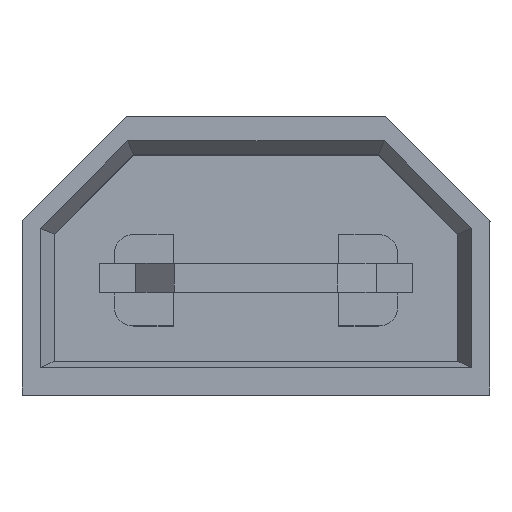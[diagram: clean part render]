
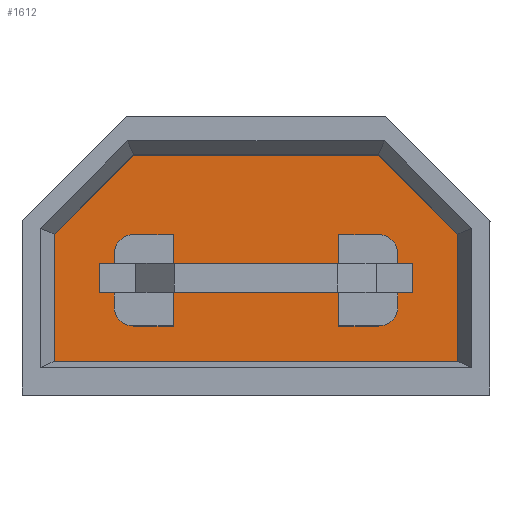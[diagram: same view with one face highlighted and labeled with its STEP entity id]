
A CAD part, top view. The second image highlights one B-rep face of the part: STEP entity #1612.
In plain terms, the highlighted planar face has unit normal (0, 0, 1).
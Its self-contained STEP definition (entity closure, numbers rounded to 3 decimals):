
#17=FACE_BOUND('',#194,.T.);
#106=FACE_OUTER_BOUND('',#193,.T.);
#193=EDGE_LOOP('',(#1150,#1151,#1152,#1153,#1154,#1155));
#194=EDGE_LOOP('',(#1156,#1157,#1158,#1159,#1160,#1161,#1162,#1163,#1164,
#1165,#1166,#1167,#1168,#1169,#1170,#1171,#1172,#1173,#1174,#1175,#1176,
#1177,#1178,#1179));
#258=CIRCLE('',#1713,0.508);
#259=CIRCLE('',#1714,0.508);
#260=CIRCLE('',#1715,0.508);
#261=CIRCLE('',#1716,0.508);
#322=LINE('',#2629,#491);
#325=LINE('',#2635,#494);
#330=LINE('',#2645,#499);
#333=LINE('',#2651,#502);
#340=LINE('',#2664,#509);
#341=LINE('',#2666,#510);
#342=LINE('',#2669,#511);
#343=LINE('',#2671,#512);
#344=LINE('',#2673,#513);
#345=LINE('',#2675,#514);
#346=LINE('',#2677,#515);
#347=LINE('',#2681,#516);
#348=LINE('',#2683,#517);
#349=LINE('',#2685,#518);
#350=LINE('',#2687,#519);
#351=LINE('',#2689,#520);
#352=LINE('',#2693,#521);
#353=LINE('',#2695,#522);
#354=LINE('',#2697,#523);
#355=LINE('',#2699,#524);
#356=LINE('',#2701,#525);
#357=LINE('',#2705,#526);
#358=LINE('',#2707,#527);
#359=LINE('',#2709,#528);
#360=LINE('',#2711,#529);
#361=LINE('',#2713,#530);
#491=VECTOR('',#1907,3.366);
#494=VECTOR('',#1912,2.963);
#499=VECTOR('',#1923,6.477);
#502=VECTOR('',#1928,2.963);
#509=VECTOR('',#1943,10.668);
#510=VECTOR('',#1946,3.366);
#511=VECTOR('',#1947,1.054);
#512=VECTOR('',#1948,0.775);
#513=VECTOR('',#1949,4.369);
#514=VECTOR('',#1950,0.775);
#515=VECTOR('',#1951,1.054);
#516=VECTOR('',#1954,0.267);
#517=VECTOR('',#1955,0.381);
#518=VECTOR('',#1956,0.762);
#519=VECTOR('',#1957,0.381);
#520=VECTOR('',#1958,0.368);
#521=VECTOR('',#1961,1.054);
#522=VECTOR('',#1962,0.876);
#523=VECTOR('',#1963,4.369);
#524=VECTOR('',#1964,0.876);
#525=VECTOR('',#1965,1.054);
#526=VECTOR('',#1968,0.368);
#527=VECTOR('',#1969,0.381);
#528=VECTOR('',#1970,0.762);
#529=VECTOR('',#1971,0.381);
#530=VECTOR('',#1972,0.267);
#667=VERTEX_POINT('',#2626);
#668=VERTEX_POINT('',#2628);
#670=VERTEX_POINT('',#2634);
#672=VERTEX_POINT('',#2644);
#674=VERTEX_POINT('',#2650);
#676=VERTEX_POINT('',#2662);
#677=VERTEX_POINT('',#2667);
#678=VERTEX_POINT('',#2668);
#679=VERTEX_POINT('',#2670);
#680=VERTEX_POINT('',#2672);
#681=VERTEX_POINT('',#2674);
#682=VERTEX_POINT('',#2676);
#683=VERTEX_POINT('',#2678);
#684=VERTEX_POINT('',#2680);
#685=VERTEX_POINT('',#2682);
#686=VERTEX_POINT('',#2684);
#687=VERTEX_POINT('',#2686);
#688=VERTEX_POINT('',#2688);
#689=VERTEX_POINT('',#2690);
#690=VERTEX_POINT('',#2692);
#691=VERTEX_POINT('',#2694);
#692=VERTEX_POINT('',#2696);
#693=VERTEX_POINT('',#2698);
#694=VERTEX_POINT('',#2700);
#695=VERTEX_POINT('',#2702);
#696=VERTEX_POINT('',#2704);
#697=VERTEX_POINT('',#2706);
#698=VERTEX_POINT('',#2708);
#699=VERTEX_POINT('',#2710);
#700=VERTEX_POINT('',#2712);
#835=EDGE_CURVE('',#667,#668,#322,.T.);
#838=EDGE_CURVE('',#668,#670,#325,.T.);
#843=EDGE_CURVE('',#670,#672,#330,.T.);
#846=EDGE_CURVE('',#672,#674,#333,.T.);
#853=EDGE_CURVE('',#676,#667,#340,.T.);
#854=EDGE_CURVE('',#674,#676,#341,.T.);
#855=EDGE_CURVE('',#677,#678,#342,.T.);
#856=EDGE_CURVE('',#679,#677,#343,.T.);
#857=EDGE_CURVE('',#680,#679,#344,.T.);
#858=EDGE_CURVE('',#681,#680,#345,.T.);
#859=EDGE_CURVE('',#682,#681,#346,.T.);
#860=EDGE_CURVE('',#683,#682,#258,.T.);
#861=EDGE_CURVE('',#684,#683,#347,.T.);
#862=EDGE_CURVE('',#685,#684,#348,.T.);
#863=EDGE_CURVE('',#686,#685,#349,.T.);
#864=EDGE_CURVE('',#686,#687,#350,.T.);
#865=EDGE_CURVE('',#688,#687,#351,.T.);
#866=EDGE_CURVE('',#689,#688,#259,.T.);
#867=EDGE_CURVE('',#690,#689,#352,.T.);
#868=EDGE_CURVE('',#691,#690,#353,.T.);
#869=EDGE_CURVE('',#691,#692,#354,.T.);
#870=EDGE_CURVE('',#693,#692,#355,.T.);
#871=EDGE_CURVE('',#694,#693,#356,.T.);
#872=EDGE_CURVE('',#695,#694,#260,.T.);
#873=EDGE_CURVE('',#696,#695,#357,.T.);
#874=EDGE_CURVE('',#696,#697,#358,.T.);
#875=EDGE_CURVE('',#697,#698,#359,.T.);
#876=EDGE_CURVE('',#699,#698,#360,.T.);
#877=EDGE_CURVE('',#700,#699,#361,.T.);
#878=EDGE_CURVE('',#678,#700,#261,.T.);
#1150=ORIENTED_EDGE('',*,*,#853,.F.);
#1151=ORIENTED_EDGE('',*,*,#854,.F.);
#1152=ORIENTED_EDGE('',*,*,#846,.F.);
#1153=ORIENTED_EDGE('',*,*,#843,.F.);
#1154=ORIENTED_EDGE('',*,*,#838,.F.);
#1155=ORIENTED_EDGE('',*,*,#835,.F.);
#1156=ORIENTED_EDGE('',*,*,#855,.F.);
#1157=ORIENTED_EDGE('',*,*,#856,.F.);
#1158=ORIENTED_EDGE('',*,*,#857,.F.);
#1159=ORIENTED_EDGE('',*,*,#858,.F.);
#1160=ORIENTED_EDGE('',*,*,#859,.F.);
#1161=ORIENTED_EDGE('',*,*,#860,.F.);
#1162=ORIENTED_EDGE('',*,*,#861,.F.);
#1163=ORIENTED_EDGE('',*,*,#862,.F.);
#1164=ORIENTED_EDGE('',*,*,#863,.F.);
#1165=ORIENTED_EDGE('',*,*,#864,.T.);
#1166=ORIENTED_EDGE('',*,*,#865,.F.);
#1167=ORIENTED_EDGE('',*,*,#866,.F.);
#1168=ORIENTED_EDGE('',*,*,#867,.F.);
#1169=ORIENTED_EDGE('',*,*,#868,.F.);
#1170=ORIENTED_EDGE('',*,*,#869,.T.);
#1171=ORIENTED_EDGE('',*,*,#870,.F.);
#1172=ORIENTED_EDGE('',*,*,#871,.F.);
#1173=ORIENTED_EDGE('',*,*,#872,.F.);
#1174=ORIENTED_EDGE('',*,*,#873,.F.);
#1175=ORIENTED_EDGE('',*,*,#874,.T.);
#1176=ORIENTED_EDGE('',*,*,#875,.T.);
#1177=ORIENTED_EDGE('',*,*,#876,.F.);
#1178=ORIENTED_EDGE('',*,*,#877,.F.);
#1179=ORIENTED_EDGE('',*,*,#878,.F.);
#1454=PLANE('',#1712);
#1612=ADVANCED_FACE('',(#106,#17),#1454,.F.);
#1712=AXIS2_PLACEMENT_3D('',#2665,#1944,#1945);
#1713=AXIS2_PLACEMENT_3D('',#2679,#1952,#1953);
#1714=AXIS2_PLACEMENT_3D('',#2691,#1959,#1960);
#1715=AXIS2_PLACEMENT_3D('',#2703,#1966,#1967);
#1716=AXIS2_PLACEMENT_3D('',#2714,#1973,#1974);
#1907=DIRECTION('',(0.,1.,0.));
#1912=DIRECTION('',(0.707,0.707,0.));
#1923=DIRECTION('',(1.,0.,0.));
#1928=DIRECTION('',(0.707,-0.707,0.));
#1943=DIRECTION('',(-1.,0.,0.));
#1944=DIRECTION('center_axis',(0.,0.,-1.));
#1945=DIRECTION('ref_axis',(-1.,0.,0.));
#1946=DIRECTION('',(0.,-1.,0.));
#1947=DIRECTION('',(-1.,0.,0.));
#1948=DIRECTION('',(0.,1.,0.));
#1949=DIRECTION('',(-1.,0.,0.));
#1950=DIRECTION('',(0.,-1.,0.));
#1951=DIRECTION('',(-1.,0.,0.));
#1952=DIRECTION('center_axis',(0.,0.,1.));
#1953=DIRECTION('ref_axis',(1.,0.,0.));
#1954=DIRECTION('',(0.,1.,0.));
#1955=DIRECTION('',(-1.,0.,0.));
#1956=DIRECTION('',(0.,1.,0.));
#1957=DIRECTION('',(-1.,0.,0.));
#1958=DIRECTION('',(0.,1.,0.));
#1959=DIRECTION('center_axis',(0.,0.,1.));
#1960=DIRECTION('ref_axis',(0.,-1.,0.));
#1961=DIRECTION('',(1.,0.,0.));
#1962=DIRECTION('',(0.,-1.,0.));
#1963=DIRECTION('',(-1.,0.,0.));
#1964=DIRECTION('',(0.,1.,0.));
#1965=DIRECTION('',(1.,0.,0.));
#1966=DIRECTION('center_axis',(0.,0.,1.));
#1967=DIRECTION('ref_axis',(-1.,0.,0.));
#1968=DIRECTION('',(0.,-1.,0.));
#1969=DIRECTION('',(-1.,0.,0.));
#1970=DIRECTION('',(0.,1.,0.));
#1971=DIRECTION('',(-1.,0.,0.));
#1972=DIRECTION('',(0.,-1.,0.));
#1973=DIRECTION('center_axis',(0.,0.,1.));
#1974=DIRECTION('ref_axis',(0.,1.,0.));
#2626=CARTESIAN_POINT('',(-5.334,0.889,-9.982));
#2628=CARTESIAN_POINT('',(-5.334,4.255,-9.982));
#2629=CARTESIAN_POINT('',(-5.334,0.889,-9.982));
#2634=CARTESIAN_POINT('',(-3.239,6.35,-9.982));
#2635=CARTESIAN_POINT('',(-5.334,4.255,-9.982));
#2644=CARTESIAN_POINT('',(3.239,6.35,-9.982));
#2645=CARTESIAN_POINT('',(-3.239,6.35,-9.982));
#2650=CARTESIAN_POINT('',(5.334,4.255,-9.982));
#2651=CARTESIAN_POINT('',(3.239,6.35,-9.982));
#2662=CARTESIAN_POINT('',(5.334,0.889,-9.982));
#2664=CARTESIAN_POINT('',(5.334,0.889,-9.982));
#2665=CARTESIAN_POINT('Origin',(0.,0.,-9.982));
#2666=CARTESIAN_POINT('',(5.334,4.255,-9.982));
#2667=CARTESIAN_POINT('',(-2.184,4.255,-9.982));
#2668=CARTESIAN_POINT('',(-3.239,4.255,-9.982));
#2669=CARTESIAN_POINT('',(-2.184,4.255,-9.982));
#2670=CARTESIAN_POINT('',(-2.184,3.48,-9.982));
#2671=CARTESIAN_POINT('',(-2.184,3.48,-9.982));
#2672=CARTESIAN_POINT('',(2.184,3.48,-9.982));
#2673=CARTESIAN_POINT('',(2.184,3.48,-9.982));
#2674=CARTESIAN_POINT('',(2.184,4.255,-9.982));
#2675=CARTESIAN_POINT('',(2.184,4.255,-9.982));
#2676=CARTESIAN_POINT('',(3.239,4.255,-9.982));
#2677=CARTESIAN_POINT('',(3.239,4.255,-9.982));
#2678=CARTESIAN_POINT('',(3.747,3.747,-9.982));
#2679=CARTESIAN_POINT('Origin',(3.239,3.747,-9.982));
#2680=CARTESIAN_POINT('',(3.747,3.48,-9.982));
#2681=CARTESIAN_POINT('',(3.747,3.48,-9.982));
#2682=CARTESIAN_POINT('',(4.128,3.48,-9.982));
#2683=CARTESIAN_POINT('',(4.128,3.48,-9.982));
#2684=CARTESIAN_POINT('',(4.128,2.718,-9.982));
#2685=CARTESIAN_POINT('',(4.128,2.718,-9.982));
#2686=CARTESIAN_POINT('',(3.747,2.718,-9.982));
#2687=CARTESIAN_POINT('',(4.128,2.718,-9.982));
#2688=CARTESIAN_POINT('',(3.747,2.35,-9.982));
#2689=CARTESIAN_POINT('',(3.747,2.35,-9.982));
#2690=CARTESIAN_POINT('',(3.239,1.842,-9.982));
#2691=CARTESIAN_POINT('Origin',(3.239,2.35,-9.982));
#2692=CARTESIAN_POINT('',(2.184,1.842,-9.982));
#2693=CARTESIAN_POINT('',(2.184,1.842,-9.982));
#2694=CARTESIAN_POINT('',(2.184,2.718,-9.982));
#2695=CARTESIAN_POINT('',(2.184,2.718,-9.982));
#2696=CARTESIAN_POINT('',(-2.184,2.718,-9.982));
#2697=CARTESIAN_POINT('',(2.184,2.718,-9.982));
#2698=CARTESIAN_POINT('',(-2.184,1.842,-9.982));
#2699=CARTESIAN_POINT('',(-2.184,1.842,-9.982));
#2700=CARTESIAN_POINT('',(-3.239,1.842,-9.982));
#2701=CARTESIAN_POINT('',(-3.239,1.842,-9.982));
#2702=CARTESIAN_POINT('',(-3.747,2.35,-9.982));
#2703=CARTESIAN_POINT('Origin',(-3.239,2.35,-9.982));
#2704=CARTESIAN_POINT('',(-3.747,2.718,-9.982));
#2705=CARTESIAN_POINT('',(-3.747,2.718,-9.982));
#2706=CARTESIAN_POINT('',(-4.128,2.718,-9.982));
#2707=CARTESIAN_POINT('',(-3.747,2.718,-9.982));
#2708=CARTESIAN_POINT('',(-4.128,3.48,-9.982));
#2709=CARTESIAN_POINT('',(-4.128,2.718,-9.982));
#2710=CARTESIAN_POINT('',(-3.747,3.48,-9.982));
#2711=CARTESIAN_POINT('',(-3.747,3.48,-9.982));
#2712=CARTESIAN_POINT('',(-3.747,3.747,-9.982));
#2713=CARTESIAN_POINT('',(-3.747,3.747,-9.982));
#2714=CARTESIAN_POINT('Origin',(-3.239,3.747,-9.982));
